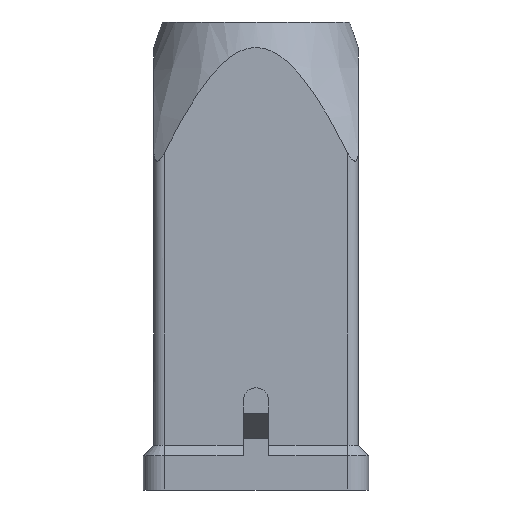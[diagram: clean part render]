
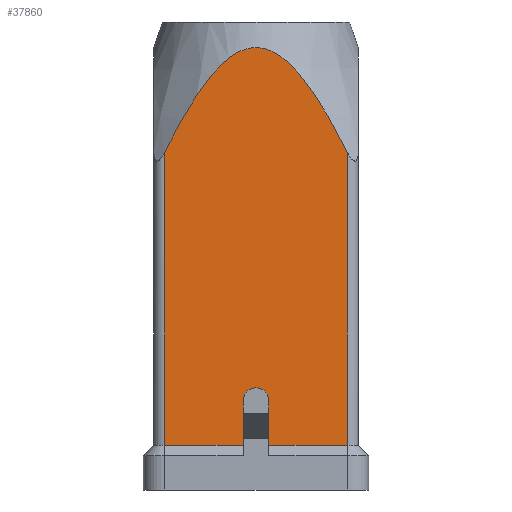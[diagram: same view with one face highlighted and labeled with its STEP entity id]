
A CAD part, front view. The second image highlights one B-rep face of the part: STEP entity #37860.
In plain terms, the highlighted planar face has unit normal (0, -1, 0).
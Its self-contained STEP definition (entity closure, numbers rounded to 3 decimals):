
#26510=CARTESIAN_POINT('',(-1.5,-12.,9.5));
#26520=VERTEX_POINT('',#26510);
#26570=CARTESIAN_POINT('',(0.,-12.,9.5));
#26580=DIRECTION('',(0.,1.,0.));
#26590=DIRECTION('',(0.,0.,1.));
#26600=AXIS2_PLACEMENT_3D('',#26570,#26580,#26590);
#26610=CIRCLE('',#26600,1.5);
#26620=CARTESIAN_POINT('',(1.5,-12.,9.5));
#26630=VERTEX_POINT('',#26620);
#26640=EDGE_CURVE('',#26520,#26630,#26610,.T.);
#27180=CARTESIAN_POINT('',(-1.5,-12.,5.25));
#27190=VERTEX_POINT('',#27180);
#27220=CARTESIAN_POINT('',(-1.5,-12.,5.25));
#27230=DIRECTION('',(0.,0.,1.));
#27240=VECTOR('',#27230,4.25);
#27250=LINE('',#27220,#27240);
#27260=EDGE_CURVE('',#27190,#26520,#27250,.T.);
#27440=CARTESIAN_POINT('',(1.5,-12.,9.5));
#27450=DIRECTION('',(0.,0.,-1.));
#27460=VECTOR('',#27450,4.25);
#27470=LINE('',#27440,#27460);
#27480=CARTESIAN_POINT('',(1.5,-12.,5.25));
#27490=VERTEX_POINT('',#27480);
#27500=EDGE_CURVE('',#26630,#27490,#27470,.T.);
#28680=CARTESIAN_POINT('',(-10.75,-12.,5.25));
#28690=VERTEX_POINT('',#28680);
#28720=CARTESIAN_POINT('',(-1.5,-12.,5.25));
#28730=DIRECTION('',(-1.,0.,0.));
#28740=VECTOR('',#28730,9.25);
#28750=LINE('',#28720,#28740);
#28760=EDGE_CURVE('',#27190,#28690,#28750,.T.);
#37450=CARTESIAN_POINT('',(10.75,-12.,0.));
#37460=DIRECTION('',(0.,-1.,0.));
#37470=DIRECTION('',(0.,0.,-1.));
#37480=AXIS2_PLACEMENT_3D('',#37450,#37460,#37470);
#37490=PLANE('',#37480);
#37500=ORIENTED_EDGE('',*,*,#26640,.T.);
#37510=ORIENTED_EDGE('',*,*,#27260,.T.);
#37520=ORIENTED_EDGE('',*,*,#28760,.F.);
#37530=CARTESIAN_POINT('',(-10.75,-12.,5.25));
#37540=DIRECTION('',(0.,0.,1.));
#37550=VECTOR('',#37540,34.417);
#37560=LINE('',#37530,#37550);
#37570=CARTESIAN_POINT('',(-10.75,-12.,39.667));
#37580=VERTEX_POINT('',#37570);
#37590=EDGE_CURVE('',#28690,#37580,#37560,.T.);
#37600=ORIENTED_EDGE('',*,*,#37590,.F.);
#37610=CARTESIAN_POINT('',(10.75,-12.,39.667));
#37620=CARTESIAN_POINT('',(0.,-12.,61.186));
#37630=CARTESIAN_POINT('',(-10.75,-12.,39.667));
#37640=(BOUNDED_CURVE() B_SPLINE_CURVE(2,(#37610,#37620,#37630),
.UNSPECIFIED.,.F.,.F.) B_SPLINE_CURVE_WITH_KNOTS((3,3),(
0.267,4.009),.UNSPECIFIED.) CURVE() 
GEOMETRIC_REPRESENTATION_ITEM() RATIONAL_B_SPLINE_CURVE((1.055
,1.417,1.055)) REPRESENTATION_ITEM(''));
#37650=CARTESIAN_POINT('',(10.75,-12.,39.667));
#37660=VERTEX_POINT('',#37650);
#37670=EDGE_CURVE('',#37660,#37580,#37640,.T.);
#37680=ORIENTED_EDGE('',*,*,#37670,.T.);
#37690=CARTESIAN_POINT('',(10.75,-12.,5.25));
#37700=DIRECTION('',(0.,0.,1.));
#37710=VECTOR('',#37700,34.417);
#37720=LINE('',#37690,#37710);
#37730=CARTESIAN_POINT('',(10.75,-12.,5.25));
#37740=VERTEX_POINT('',#37730);
#37750=EDGE_CURVE('',#37740,#37660,#37720,.T.);
#37760=ORIENTED_EDGE('',*,*,#37750,.T.);
#37770=CARTESIAN_POINT('',(10.75,-12.,5.25));
#37780=DIRECTION('',(-1.,0.,0.));
#37790=VECTOR('',#37780,9.25);
#37800=LINE('',#37770,#37790);
#37810=EDGE_CURVE('',#37740,#27490,#37800,.T.);
#37820=ORIENTED_EDGE('',*,*,#37810,.F.);
#37830=ORIENTED_EDGE('',*,*,#27500,.T.);
#37840=EDGE_LOOP('',(#37830,#37820,#37760,#37680,#37600,#37520,#37510,
#37500));
#37850=FACE_OUTER_BOUND('',#37840,.T.);
#37860=ADVANCED_FACE('',(#37850),#37490,.T.);
